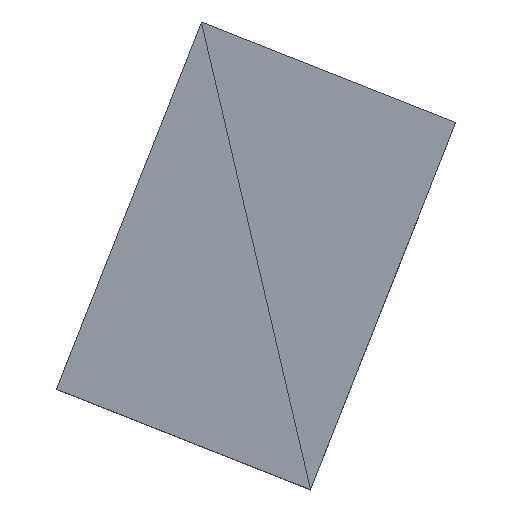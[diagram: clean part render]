
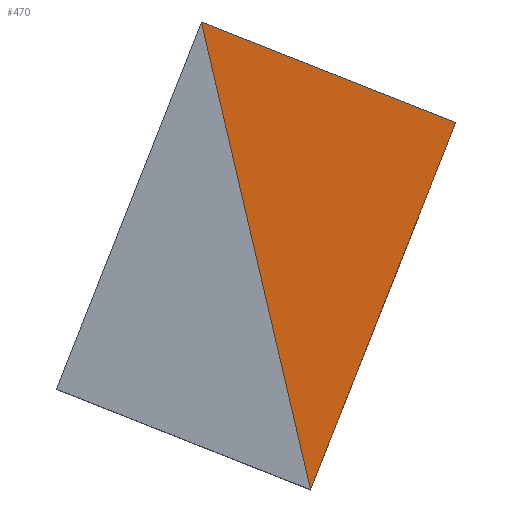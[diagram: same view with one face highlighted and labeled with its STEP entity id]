
A CAD part, top view. The second image highlights one B-rep face of the part: STEP entity #470.
In plain terms, the highlighted planar face has unit normal (-0.166, 0.057, 0.985).
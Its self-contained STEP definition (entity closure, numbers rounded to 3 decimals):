
#22 = VERTEX_POINT('',#23);
#23 = CARTESIAN_POINT('',(1.155,-4.953,2.008)
  );
#32 = PLANE('',#33);
#33 = AXIS2_PLACEMENT_3D('',#34,#35,#36);
#34 = CARTESIAN_POINT('',(2.955,-0.398,0.962)
  );
#35 = DIRECTION('',(0.93,-0.368,0.));
#36 = DIRECTION('',(0.368,0.93,0.));
#56 = VERTEX_POINT('',#57);
#57 = CARTESIAN_POINT('',(4.229,2.824,2.078));
#71 = PLANE('',#72);
#72 = AXIS2_PLACEMENT_3D('',#73,#74,#75);
#73 = CARTESIAN_POINT('',(2.151,3.645,0.548));
#74 = DIRECTION('',(0.368,0.93,0.));
#75 = DIRECTION('',(0.93,-0.368,0.));
#82 = EDGE_CURVE('',#56,#22,#83,.T.);
#83 = SURFACE_CURVE('',#84,(#88,#95),.PCURVE_S1.);
#84 = LINE('',#85,#86);
#85 = CARTESIAN_POINT('',(4.229,2.824,2.078));
#86 = VECTOR('',#87,1.);
#87 = DIRECTION('',(-0.368,-0.93,-0.008)
  );
#88 = PCURVE('',#32,#89);
#89 = DEFINITIONAL_REPRESENTATION('',(#90),#94);
#90 = LINE('',#91,#92);
#91 = CARTESIAN_POINT('',(3.464,1.117));
#92 = VECTOR('',#93,1.);
#93 = DIRECTION('',(-1.,-0.008));
#94 = ( GEOMETRIC_REPRESENTATION_CONTEXT(2) 
PARAMETRIC_REPRESENTATION_CONTEXT() REPRESENTATION_CONTEXT('2D SPACE',''
  ) );
#95 = PCURVE('',#96,#101);
#96 = PLANE('',#97);
#97 = AXIS2_PLACEMENT_3D('',#98,#99,#100);
#98 = CARTESIAN_POINT('',(1.29,0.571,1.714)
  );
#99 = DIRECTION('',(-0.165,0.056,0.985));
#100 = DIRECTION('',(0.986,0.,0.166));
#101 = DEFINITIONAL_REPRESENTATION('',(#102),#105);
#102 = B_SPLINE_CURVE_WITH_KNOTS('',1,(#103,#104),.UNSPECIFIED.,.F.,.F.,
  (2,2),(0.,8.362),.PIECEWISE_BEZIER_KNOTS.);
#103 = CARTESIAN_POINT('',(2.959,2.256));
#104 = CARTESIAN_POINT('',(-0.084,-5.532));
#105 = ( GEOMETRIC_REPRESENTATION_CONTEXT(2) 
PARAMETRIC_REPRESENTATION_CONTEXT() REPRESENTATION_CONTEXT('2D SPACE',''
  ) );
#208 = PLANE('',#209);
#209 = AXIS2_PLACEMENT_3D('',#210,#211,#212);
#210 = CARTESIAN_POINT('',(-1.29,-0.571,
    1.346));
#211 = DIRECTION('',(-0.165,0.056,0.985)
  );
#212 = DIRECTION('',(0.986,0.,0.166));
#330 = VERTEX_POINT('',#331);
#331 = CARTESIAN_POINT('',(-1.155,4.952,1.052
    ));
#401 = EDGE_CURVE('',#330,#56,#402,.T.);
#402 = SURFACE_CURVE('',#403,(#407,#414),.PCURVE_S1.);
#403 = LINE('',#404,#405);
#404 = CARTESIAN_POINT('',(-1.155,4.952,1.052
    ));
#405 = VECTOR('',#406,1.);
#406 = DIRECTION('',(0.916,-0.362,0.175));
#407 = PCURVE('',#71,#408);
#408 = DEFINITIONAL_REPRESENTATION('',(#409),#413);
#409 = LINE('',#410,#411);
#410 = CARTESIAN_POINT('',(-3.555,-0.503));
#411 = VECTOR('',#412,1.);
#412 = DIRECTION('',(0.985,-0.175));
#413 = ( GEOMETRIC_REPRESENTATION_CONTEXT(2) 
PARAMETRIC_REPRESENTATION_CONTEXT() REPRESENTATION_CONTEXT('2D SPACE',''
  ) );
#414 = PCURVE('',#96,#415);
#415 = DEFINITIONAL_REPRESENTATION('',(#416),#419);
#416 = B_SPLINE_CURVE_WITH_KNOTS('',1,(#417,#418),.UNSPECIFIED.,.F.,.F.,
  (2,2),(0.,5.88),.PIECEWISE_BEZIER_KNOTS.);
#417 = CARTESIAN_POINT('',(-2.521,4.389));
#418 = CARTESIAN_POINT('',(2.959,2.256));
#419 = ( GEOMETRIC_REPRESENTATION_CONTEXT(2) 
PARAMETRIC_REPRESENTATION_CONTEXT() REPRESENTATION_CONTEXT('2D SPACE',''
  ) );
#449 = EDGE_CURVE('',#22,#330,#450,.T.);
#450 = SURFACE_CURVE('',#451,(#455,#462),.PCURVE_S1.);
#451 = LINE('',#452,#453);
#452 = CARTESIAN_POINT('',(1.155,-4.953,2.008
    ));
#453 = VECTOR('',#454,1.);
#454 = DIRECTION('',(-0.226,0.97,-0.094)
  );
#455 = PCURVE('',#208,#456);
#456 = DEFINITIONAL_REPRESENTATION('',(#457),#461);
#457 = LINE('',#458,#459);
#458 = CARTESIAN_POINT('',(2.521,-4.389));
#459 = VECTOR('',#460,1.);
#460 = DIRECTION('',(-0.239,0.971));
#461 = ( GEOMETRIC_REPRESENTATION_CONTEXT(2) 
PARAMETRIC_REPRESENTATION_CONTEXT() REPRESENTATION_CONTEXT('2D SPACE',''
  ) );
#462 = PCURVE('',#96,#463);
#463 = DEFINITIONAL_REPRESENTATION('',(#464),#467);
#464 = B_SPLINE_CURVE_WITH_KNOTS('',1,(#465,#466),.UNSPECIFIED.,.F.,.F.,
  (2,2),(0.,10.216),.PIECEWISE_BEZIER_KNOTS.);
#465 = CARTESIAN_POINT('',(-0.084,-5.532));
#466 = CARTESIAN_POINT('',(-2.521,4.389));
#467 = ( GEOMETRIC_REPRESENTATION_CONTEXT(2) 
PARAMETRIC_REPRESENTATION_CONTEXT() REPRESENTATION_CONTEXT('2D SPACE',''
  ) );
#470 = ADVANCED_FACE('',(#471),#96,.T.);
#471 = FACE_BOUND('',#472,.T.);
#472 = EDGE_LOOP('',(#473,#474,#475));
#473 = ORIENTED_EDGE('',*,*,#82,.F.);
#474 = ORIENTED_EDGE('',*,*,#401,.F.);
#475 = ORIENTED_EDGE('',*,*,#449,.F.);
